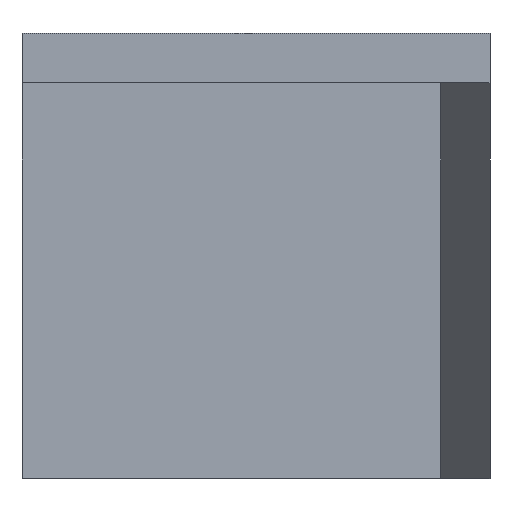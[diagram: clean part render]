
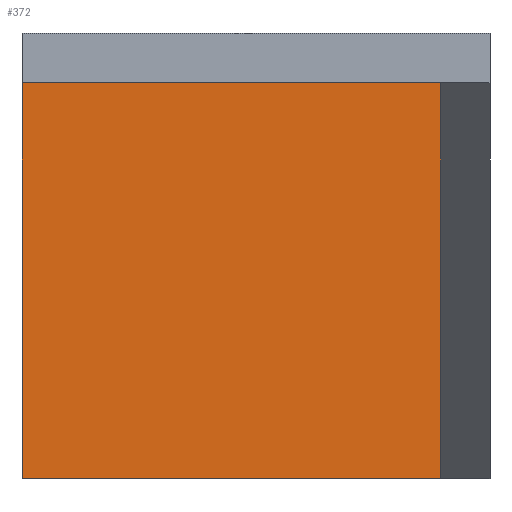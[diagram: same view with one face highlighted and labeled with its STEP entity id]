
A CAD part, front view. The second image highlights one B-rep face of the part: STEP entity #372.
In plain terms, the highlighted planar face has unit normal (0, -1, 0).
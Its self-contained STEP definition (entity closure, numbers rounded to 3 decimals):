
#59=FACE_OUTER_BOUND('',#90,.T.);
#90=EDGE_LOOP('',(#308,#309,#310,#311));
#107=LINE('',#545,#142);
#121=LINE('',#574,#156);
#126=LINE('',#597,#161);
#129=LINE('',#612,#164);
#142=VECTOR('',#440,10.);
#156=VECTOR('',#458,10.);
#161=VECTOR('',#485,10.);
#164=VECTOR('',#502,10.);
#175=VERTEX_POINT('',#539);
#176=VERTEX_POINT('',#543);
#183=VERTEX_POINT('',#560);
#189=VERTEX_POINT('',#572);
#209=EDGE_CURVE('',#175,#176,#107,.T.);
#223=EDGE_CURVE('',#183,#189,#121,.T.);
#235=EDGE_CURVE('',#183,#176,#126,.T.);
#243=EDGE_CURVE('',#189,#175,#129,.T.);
#308=ORIENTED_EDGE('',*,*,#209,.T.);
#309=ORIENTED_EDGE('',*,*,#235,.F.);
#310=ORIENTED_EDGE('',*,*,#223,.T.);
#311=ORIENTED_EDGE('',*,*,#243,.T.);
#360=PLANE('',#417);
#372=ADVANCED_FACE('',(#59),#360,.T.);
#417=AXIS2_PLACEMENT_3D('',#611,#500,#501);
#440=DIRECTION('',(0.,0.,1.));
#458=DIRECTION('',(0.,0.,-1.));
#485=DIRECTION('',(1.,0.,0.));
#500=DIRECTION('center_axis',(0.,-1.,0.));
#501=DIRECTION('ref_axis',(-1.,0.,0.));
#502=DIRECTION('',(1.,0.,0.));
#539=CARTESIAN_POINT('',(-141.5,-215.,460.));
#543=CARTESIAN_POINT('',(-141.5,-215.,500.));
#545=CARTESIAN_POINT('',(-141.5,-215.,490.));
#560=CARTESIAN_POINT('',(-183.8,-215.,500.));
#572=CARTESIAN_POINT('',(-183.8,-215.,460.));
#574=CARTESIAN_POINT('',(-183.8,-215.,500.));
#597=CARTESIAN_POINT('',(-141.5,-215.,500.));
#611=CARTESIAN_POINT('Origin',(-141.5,-215.,500.));
#612=CARTESIAN_POINT('',(-141.5,-215.,460.));
